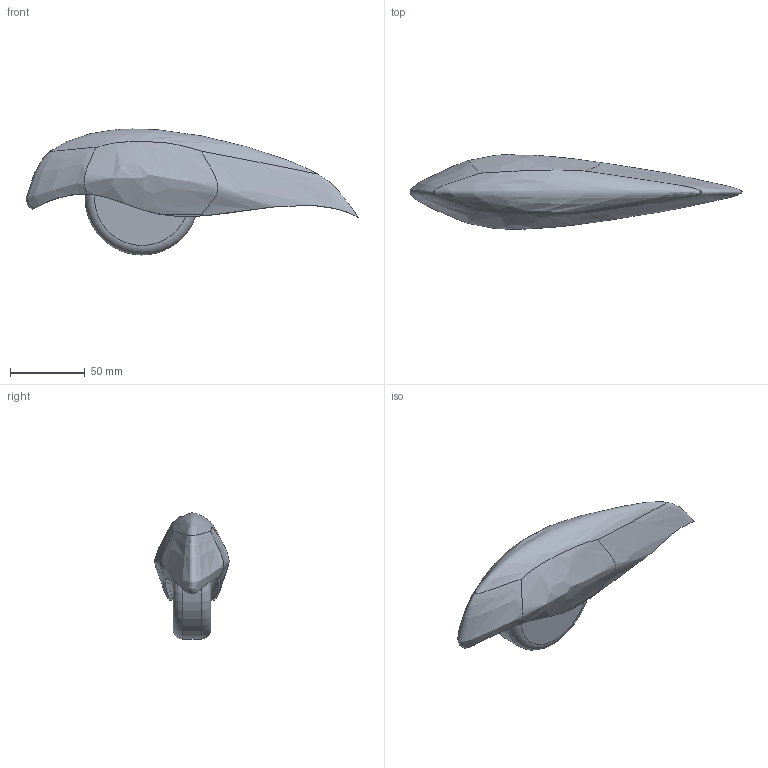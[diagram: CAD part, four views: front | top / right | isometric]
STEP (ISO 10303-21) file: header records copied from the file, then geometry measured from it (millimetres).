
FILE_DESCRIPTION(/* description */ (''),/* implementation_level */ '2;1');
FILE_NAME(/* name */ '80ec1450-66ad-4403-8312-81ba29d865a7.stp',/* time_stamp */ '2025-08-20T23:30:20Z',/* author */ (''),/* organization */ (''),/* preprocessor_version */ 'ST-DEVELOPER v20.1',/* originating_system */ 'Autodesk Translation Framework v14.17.0.0',/* authorisation */ '');
FILE_SCHEMA (('AUTOMOTIVE_DESIGN { 1 0 10303 214 3 1 1 }'));
Length unit declared in the file: inch
Products named in the file (3): wheelPartsTutorial; wheel; wheelPantsForm
Assembly tree (2 placements, depth 2):
  wheelPartsTutorial
    wheel
    wheelPantsForm
Bounding box: 222.06 x 49.84 x 84.29 mm (x, y, z)
Volume: 137603.3 mm3; surface area: 55161.8 mm2
Topology: 2 solids, 2 shells, 20 faces, 45 edges, 30 vertices
Faces by surface type: bspline 15, torus 2, plane 2, cylinder 1
Full cylindrical faces by diameter (mm): 76.2 x1
Entity records: 5174 total; most frequent: CARTESIAN_POINT 4740, ORIENTED_EDGE 90, EDGE_CURVE 45, DIRECTION 37, B_SPLINE_CURVE_WITH_KNOTS 36, VERTEX_POINT 30, EDGE_LOOP 21, FACE_OUTER_BOUND 20
